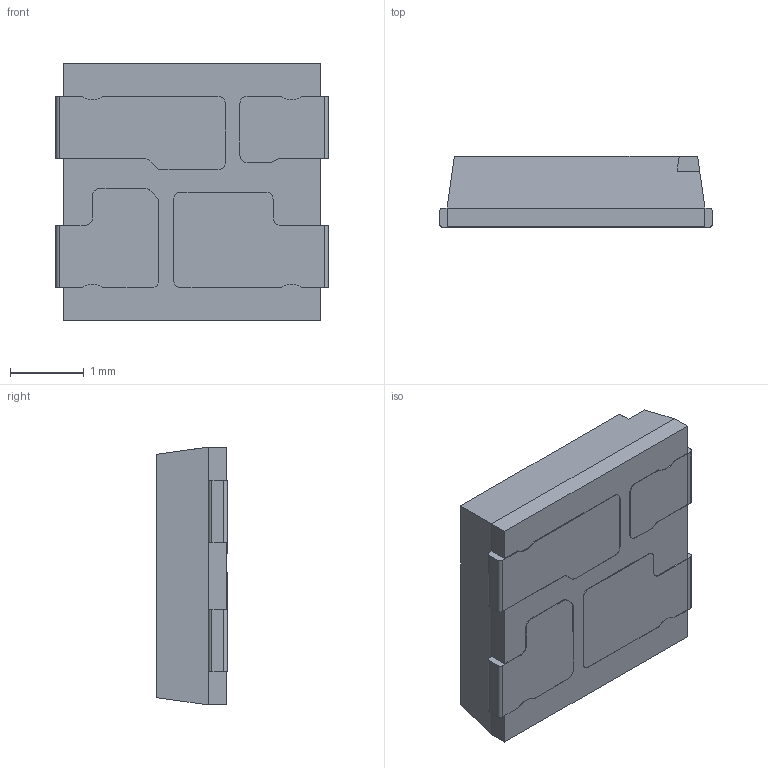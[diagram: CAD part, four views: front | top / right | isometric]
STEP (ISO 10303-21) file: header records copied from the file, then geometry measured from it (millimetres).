
FILE_DESCRIPTION(/* description */ (''),/* implementation_level */ '2;1');
FILE_NAME(/* name */ 'SMD SK6812 Super LED.step',/* time_stamp */ '2017-05-16T16:34:33+10:00',/* author */ (''),/* organization */ (''),/* preprocessor_version */ 'ST-DEVELOPER v16.13',/* originating_system */ 'Autodesk Translation Framework v6.1.1.50',/* authorisation */ '');
FILE_SCHEMA (('AUTOMOTIVE_DESIGN { 1 0 10303 214 3 1 1 }'));
Length unit declared in the file: millimetre
Products named in the file (1): SMD SK6812 Super LED v7
Bounding box: 3.7 x 0.96 x 3.5 mm (x, y, z)
Volume: 6.8 mm3; surface area: 59.6 mm2
Topology: 6 solids, 6 shells, 93 faces, 237 edges, 157 vertices
Faces by surface type: plane 63, cylinder 29, cone 1
Entity records: 2832 total; most frequent: CARTESIAN_POINT 485, DIRECTION 483, ORIENTED_EDGE 470, EDGE_CURVE 235, LINE 175, VECTOR 175, VERTEX_POINT 156, AXIS2_PLACEMENT_3D 154
